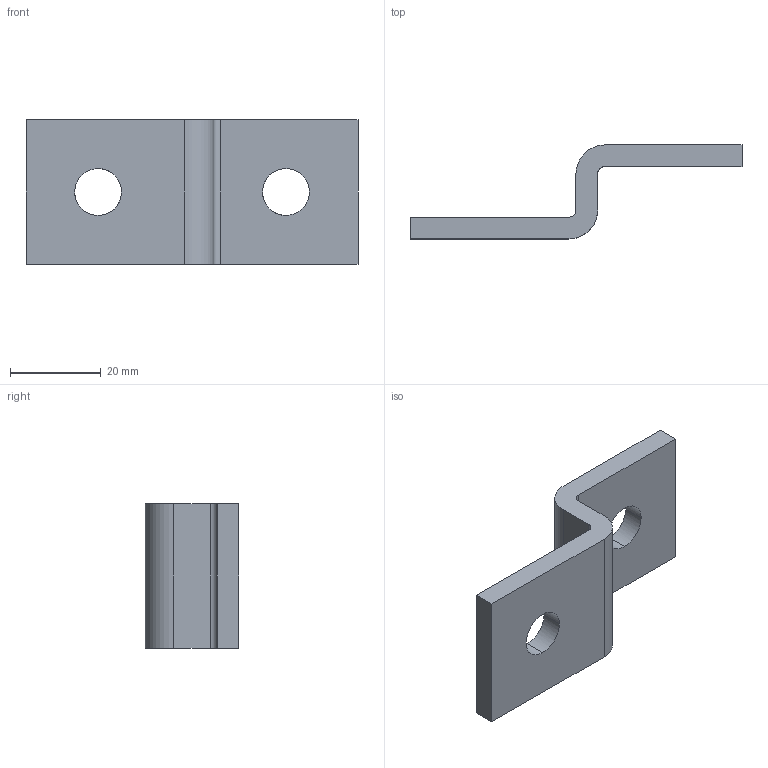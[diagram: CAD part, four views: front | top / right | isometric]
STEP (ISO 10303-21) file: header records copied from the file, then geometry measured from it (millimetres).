
FILE_DESCRIPTION(('TurboCAD Mac Pro'),'Build 980');
FILE_NAME('A4045.stp',' ',(''),(''),'ACIS Interop','IMSI','TurboCAD Mac Pro BY IMSI, INCORPORATED');
FILE_SCHEMA(('automotive_design'));
Length unit declared in the file: inch
Products named in the file (1): 1
Bounding box: 73.08 x 20.66 x 31.75 mm (x, y, z)
Volume: 12151.1 mm3; surface area: 6526.2 mm2
Topology: 1 solids, 1 shells, 22 faces, 60 edges, 40 vertices
Faces by surface type: bspline 12, plane 10
Entity records: 964 total; most frequent: CARTESIAN_POINT 279, ORIENTED_EDGE 120, EDGE_CURVE 60, DIRECTION 58, VERTEX_POINT 40, LINE 36, VECTOR 36, EDGE_LOOP 26
